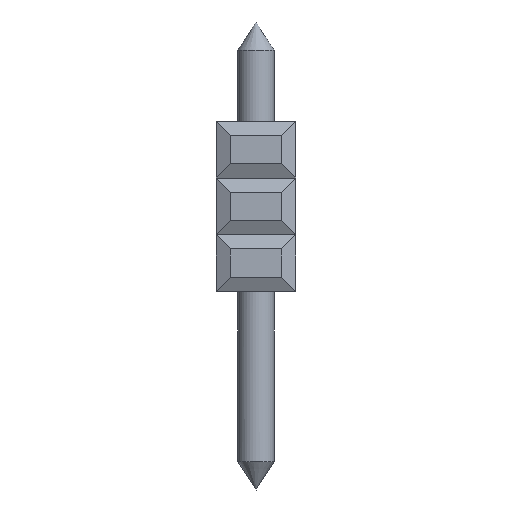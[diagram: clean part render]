
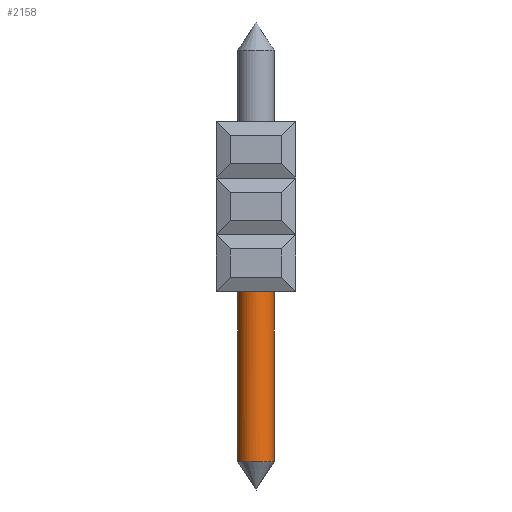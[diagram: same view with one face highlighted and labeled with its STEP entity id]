
A CAD part, left-side view. The second image highlights one B-rep face of the part: STEP entity #2158.
In plain terms, the highlighted cylindrical face has radius 0.65 mm (diameter 1.3 mm), a full revolution.
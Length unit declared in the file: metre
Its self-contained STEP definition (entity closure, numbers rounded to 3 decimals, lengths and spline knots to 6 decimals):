
#2158=ADVANCED_FACE('',(#5188,#5189),#5190,.T.);
#5188=FACE_OUTER_BOUND('',#9031,.T.);
#5189=FACE_OUTER_BOUND('',#9032,.T.);
#5190=CYLINDRICAL_SURFACE('',#9033,0.00065);
#9031=EDGE_LOOP('',(#15919));
#9032=EDGE_LOOP('',(#15920));
#9033=AXIS2_PLACEMENT_3D('',#15921,#15922,#15923);
#15919=ORIENTED_EDGE('',*,*,#23488,.F.);
#15920=ORIENTED_EDGE('',*,*,#23491,.F.);
#15921=CARTESIAN_POINT('',(0.00065,-0.03326,-0.0015));
#15922=DIRECTION('',(0.0,0.,-1.0));
#15923=DIRECTION('',(-1.0,0.0,0.0));
#23488=EDGE_CURVE('',#28641,#28641,#28642,.T.);
#23491=EDGE_CURVE('',#28644,#28644,#28645,.T.);
#28641=VERTEX_POINT('',#35713);
#28642=CIRCLE('',#35714,0.00065);
#28644=VERTEX_POINT('',#35716);
#28645=CIRCLE('',#35717,0.00065);
#35713=CARTESIAN_POINT('',(0.00104,-0.03274,-0.012));
#35714=AXIS2_PLACEMENT_3D('',#40368,#40369,#40370);
#35716=CARTESIAN_POINT('',(0.00065,-0.03391,-0.0058));
#35717=AXIS2_PLACEMENT_3D('',#40371,#40372,#40373);
#40368=CARTESIAN_POINT('',(0.00065,-0.03326,-0.012));
#40369=DIRECTION('',(0.,0.,-1.0));
#40370=DIRECTION('',(0.6,0.8,0.));
#40371=CARTESIAN_POINT('',(0.00065,-0.03326,-0.0058));
#40372=DIRECTION('',(0.0,0.,1.0));
#40373=DIRECTION('',(0.0,-1.0,0.));
